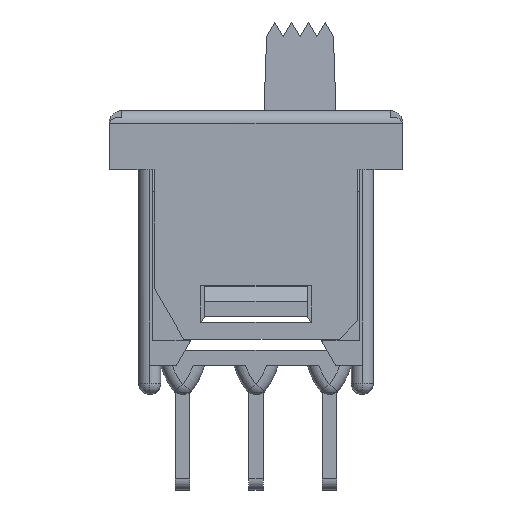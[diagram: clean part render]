
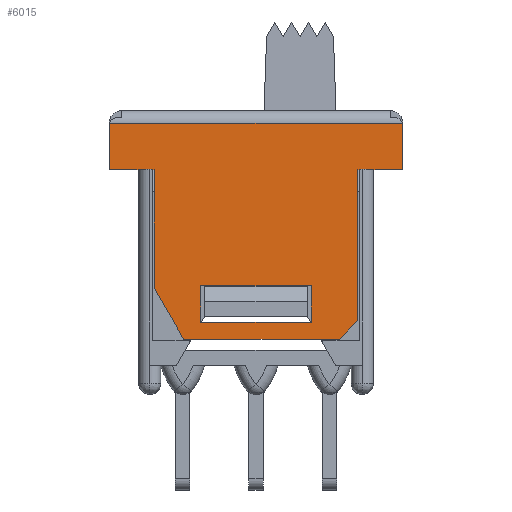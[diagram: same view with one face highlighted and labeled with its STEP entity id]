
A CAD part, top view. The second image highlights one B-rep face of the part: STEP entity #6015.
In plain terms, the highlighted planar face has unit normal (0, 0, 1).
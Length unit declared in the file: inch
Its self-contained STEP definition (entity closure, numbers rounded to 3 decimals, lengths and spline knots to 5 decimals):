
#146=DIRECTION('',(0.,-1.,0.));
#147=VECTOR('',#146,0.0005);
#148=CARTESIAN_POINT('',(0.141,0.198,0.098));
#149=LINE('',#148,#147);
#170=DIRECTION('',(-1.,0.,0.));
#171=VECTOR('',#170,0.0025);
#172=CARTESIAN_POINT('',(0.141,0.1975,0.098));
#173=LINE('',#172,#171);
#174=DIRECTION('',(0.,1.,0.));
#175=VECTOR('',#174,0.206);
#176=CARTESIAN_POINT('',(0.1385,-0.0085,0.098));
#177=LINE('',#176,#175);
#178=DIRECTION('',(0.707,0.707,0.));
#179=VECTOR('',#178,0.03536);
#180=CARTESIAN_POINT('',(0.1135,-0.0335,0.098));
#181=LINE('',#180,#179);
#182=DIRECTION('',(1.,0.,0.));
#183=VECTOR('',#182,0.212);
#184=CARTESIAN_POINT('',(-0.0985,-0.0335,0.098));
#185=LINE('',#184,#183);
#186=DIRECTION('',(0.5,-0.866,0.));
#187=VECTOR('',#186,0.08);
#188=CARTESIAN_POINT('',(-0.1385,0.03578,0.098));
#189=LINE('',#188,#187);
#190=DIRECTION('',(0.,1.,0.));
#191=VECTOR('',#190,0.16172);
#192=CARTESIAN_POINT('',(-0.1385,0.03578,0.098));
#193=LINE('',#192,#191);
#194=DIRECTION('',(1.,0.,0.));
#195=VECTOR('',#194,0.0025);
#196=CARTESIAN_POINT('',(-0.141,0.1975,0.098));
#197=LINE('',#196,#195);
#198=DIRECTION('',(1.,0.,0.));
#199=VECTOR('',#198,0.04752);
#200=CARTESIAN_POINT('',(-0.2,0.1975,0.098));
#201=LINE('',#200,#199);
#202=DIRECTION('',(0.,-1.,0.));
#203=VECTOR('',#202,0.06048);
#204=CARTESIAN_POINT('',(-0.2,0.25797,0.098));
#205=LINE('',#204,#203);
#206=CARTESIAN_POINT('',(-0.19962,0.261,0.098));
#207=CARTESIAN_POINT('',(-0.19987,0.26001,0.098));
#208=CARTESIAN_POINT('',(-0.2,0.259,0.098));
#209=CARTESIAN_POINT('',(-0.2,0.25797,0.098));
#211=CARTESIAN_POINT('',(0.2,0.25797,0.098));
#212=CARTESIAN_POINT('',(0.2,0.259,0.098));
#213=CARTESIAN_POINT('',(0.19987,0.26001,0.098));
#214=CARTESIAN_POINT('',(0.19962,0.261,0.098));
#216=DIRECTION('',(0.,1.,0.));
#217=VECTOR('',#216,0.06048);
#218=CARTESIAN_POINT('',(0.2,0.1975,0.098));
#219=LINE('',#218,#217);
#220=DIRECTION('',(-1.,0.,0.));
#221=VECTOR('',#220,0.04752);
#222=CARTESIAN_POINT('',(0.2,0.1975,0.098));
#223=LINE('',#222,#221);
#224=DIRECTION('',(0.,1.,0.));
#225=VECTOR('',#224,0.05);
#226=CARTESIAN_POINT('',(-0.075,-0.0105,0.098));
#227=LINE('',#226,#225);
#228=DIRECTION('',(-1.,0.,0.));
#229=VECTOR('',#228,0.15);
#230=CARTESIAN_POINT('',(0.075,-0.0105,0.098));
#231=LINE('',#230,#229);
#232=DIRECTION('',(0.,-1.,0.));
#233=VECTOR('',#232,0.05);
#234=CARTESIAN_POINT('',(0.075,0.0395,0.098));
#235=LINE('',#234,#233);
#236=DIRECTION('',(1.,0.,0.));
#237=VECTOR('',#236,0.15);
#238=CARTESIAN_POINT('',(-0.075,0.0395,0.098));
#239=LINE('',#238,#237);
#240=DIRECTION('',(-1.,0.,0.));
#241=VECTOR('',#240,0.01148);
#242=CARTESIAN_POINT('',(0.15248,0.198,0.098));
#243=LINE('',#242,#241);
#270=DIRECTION('',(0.,-1.,0.));
#271=VECTOR('',#270,0.0005);
#272=CARTESIAN_POINT('',(0.15248,0.198,0.098));
#273=LINE('',#272,#271);
#538=DIRECTION('',(1.,0.,0.));
#539=VECTOR('',#538,0.39924);
#540=CARTESIAN_POINT('',(-0.19962,0.261,0.098));
#541=LINE('',#540,#539);
#944=DIRECTION('',(0.,-1.,0.));
#945=VECTOR('',#944,0.0005);
#946=CARTESIAN_POINT('',(-0.141,0.198,0.098));
#947=LINE('',#946,#945);
#3578=DIRECTION('',(0.,1.,0.));
#3579=VECTOR('',#3578,0.0005);
#3580=CARTESIAN_POINT('',(-0.15248,0.1975,0.098));
#3581=LINE('',#3580,#3579);
#4091=DIRECTION('',(-1.,0.,0.));
#4092=VECTOR('',#4091,0.01148);
#4093=CARTESIAN_POINT('',(-0.141,0.198,0.098));
#4094=LINE('',#4093,#4092);
#5515=CARTESIAN_POINT('',(0.2,0.25797,0.098));
#5517=VERTEX_POINT('',#5515);
#5518=VERTEX_POINT('',#214);
#5525=CARTESIAN_POINT('',(-0.19962,0.261,0.098));
#5526=VERTEX_POINT('',#5525);
#5547=VERTEX_POINT('',#209);
#5548=CARTESIAN_POINT('',(-0.2,0.1975,0.098));
#5550=VERTEX_POINT('',#5548);
#5552=CARTESIAN_POINT('',(0.2,0.1975,0.098));
#5554=VERTEX_POINT('',#5552);
#5572=CARTESIAN_POINT('',(0.1385,0.1975,0.098));
#5574=VERTEX_POINT('',#5572);
#5576=CARTESIAN_POINT('',(-0.1385,0.1975,0.098));
#5578=VERTEX_POINT('',#5576);
#5588=CARTESIAN_POINT('',(-0.1385,0.03578,0.098));
#5589=CARTESIAN_POINT('',(-0.0985,-0.0335,0.098));
#5590=VERTEX_POINT('',#5588);
#5591=VERTEX_POINT('',#5589);
#5604=CARTESIAN_POINT('',(0.1135,-0.0335,0.098));
#5605=CARTESIAN_POINT('',(0.1385,-0.0085,0.098));
#5606=VERTEX_POINT('',#5604);
#5607=VERTEX_POINT('',#5605);
#5612=CARTESIAN_POINT('',(-0.075,-0.0105,0.098));
#5613=CARTESIAN_POINT('',(-0.075,0.0395,0.098));
#5614=VERTEX_POINT('',#5612);
#5615=VERTEX_POINT('',#5613);
#5616=CARTESIAN_POINT('',(0.075,0.0395,0.098));
#5617=VERTEX_POINT('',#5616);
#5618=CARTESIAN_POINT('',(0.075,-0.0105,0.098));
#5619=VERTEX_POINT('',#5618);
#5708=CARTESIAN_POINT('',(0.15248,0.198,0.098));
#5709=CARTESIAN_POINT('',(0.141,0.198,0.098));
#5710=VERTEX_POINT('',#5708);
#5711=VERTEX_POINT('',#5709);
#5712=CARTESIAN_POINT('',(-0.141,0.198,0.098));
#5713=CARTESIAN_POINT('',(-0.15248,0.198,0.098));
#5714=VERTEX_POINT('',#5712);
#5715=VERTEX_POINT('',#5713);
#5744=CARTESIAN_POINT('',(0.141,0.1975,0.098));
#5745=VERTEX_POINT('',#5744);
#5756=CARTESIAN_POINT('',(-0.141,0.1975,0.098));
#5757=VERTEX_POINT('',#5756);
#5768=CARTESIAN_POINT('',(-0.15248,0.1975,0.098));
#5769=VERTEX_POINT('',#5768);
#5772=CARTESIAN_POINT('',(0.15248,0.1975,0.098));
#5773=VERTEX_POINT('',#5772);
#5962=CARTESIAN_POINT('',(0.,0.358,0.098));
#5963=DIRECTION('',(0.,0.,1.));
#5964=DIRECTION('',(1.,0.,0.));
#5965=AXIS2_PLACEMENT_3D('',#5962,#5963,#5964);
#5966=PLANE('',#5965);
#5968=ORIENTED_EDGE('',*,*,#5967,.T.);
#5969=ORIENTED_EDGE('',*,*,#5905,.T.);
#5970=ORIENTED_EDGE('',*,*,#5929,.T.);
#5971=ORIENTED_EDGE('',*,*,#5941,.F.);
#5972=ORIENTED_EDGE('',*,*,#5953,.F.);
#5974=ORIENTED_EDGE('',*,*,#5973,.F.);
#5976=ORIENTED_EDGE('',*,*,#5975,.F.);
#5978=ORIENTED_EDGE('',*,*,#5977,.T.);
#5980=ORIENTED_EDGE('',*,*,#5979,.F.);
#5982=ORIENTED_EDGE('',*,*,#5981,.F.);
#5984=ORIENTED_EDGE('',*,*,#5983,.T.);
#5986=ORIENTED_EDGE('',*,*,#5985,.F.);
#5988=ORIENTED_EDGE('',*,*,#5987,.F.);
#5990=ORIENTED_EDGE('',*,*,#5989,.F.);
#5992=ORIENTED_EDGE('',*,*,#5991,.F.);
#5994=ORIENTED_EDGE('',*,*,#5993,.T.);
#5996=ORIENTED_EDGE('',*,*,#5995,.F.);
#5998=ORIENTED_EDGE('',*,*,#5997,.F.);
#6000=ORIENTED_EDGE('',*,*,#5999,.T.);
#6002=ORIENTED_EDGE('',*,*,#6001,.F.);
#6003=EDGE_LOOP('',(#5968,#5969,#5970,#5971,#5972,#5974,#5976,#5978,#5980,#5982,
#5984,#5986,#5988,#5990,#5992,#5994,#5996,#5998,#6000,#6002));
#6004=FACE_OUTER_BOUND('',#6003,.F.);
#6006=ORIENTED_EDGE('',*,*,#6005,.F.);
#6008=ORIENTED_EDGE('',*,*,#6007,.F.);
#6010=ORIENTED_EDGE('',*,*,#6009,.F.);
#6012=ORIENTED_EDGE('',*,*,#6011,.F.);
#6013=EDGE_LOOP('',(#6006,#6008,#6010,#6012));
#6014=FACE_BOUND('',#6013,.F.);
#6015=ADVANCED_FACE('',(#6004,#6014),#5966,.T.);
#210=B_SPLINE_CURVE_WITH_KNOTS('',3,(#206,#207,#208,#209),.UNSPECIFIED.,.F.,.F.,
(4,4),(0.,1.),.UNSPECIFIED.);
#215=B_SPLINE_CURVE_WITH_KNOTS('',3,(#211,#212,#213,#214),.UNSPECIFIED.,.F.,.F.,
(4,4),(0.,1.),.UNSPECIFIED.);
#5905=EDGE_CURVE('',#5711,#5745,#149,.T.);
#5929=EDGE_CURVE('',#5745,#5574,#173,.T.);
#5941=EDGE_CURVE('',#5607,#5574,#177,.T.);
#5953=EDGE_CURVE('',#5606,#5607,#181,.T.);
#5967=EDGE_CURVE('',#5710,#5711,#243,.T.);
#5973=EDGE_CURVE('',#5591,#5606,#185,.T.);
#5975=EDGE_CURVE('',#5590,#5591,#189,.T.);
#5977=EDGE_CURVE('',#5590,#5578,#193,.T.);
#5979=EDGE_CURVE('',#5757,#5578,#197,.T.);
#5981=EDGE_CURVE('',#5714,#5757,#947,.T.);
#5983=EDGE_CURVE('',#5714,#5715,#4094,.T.);
#5985=EDGE_CURVE('',#5769,#5715,#3581,.T.);
#5987=EDGE_CURVE('',#5550,#5769,#201,.T.);
#5989=EDGE_CURVE('',#5547,#5550,#205,.T.);
#5991=EDGE_CURVE('',#5526,#5547,#210,.T.);
#5993=EDGE_CURVE('',#5526,#5518,#541,.T.);
#5995=EDGE_CURVE('',#5517,#5518,#215,.T.);
#5997=EDGE_CURVE('',#5554,#5517,#219,.T.);
#5999=EDGE_CURVE('',#5554,#5773,#223,.T.);
#6001=EDGE_CURVE('',#5710,#5773,#273,.T.);
#6005=EDGE_CURVE('',#5614,#5615,#227,.T.);
#6007=EDGE_CURVE('',#5619,#5614,#231,.T.);
#6009=EDGE_CURVE('',#5617,#5619,#235,.T.);
#6011=EDGE_CURVE('',#5615,#5617,#239,.T.);
